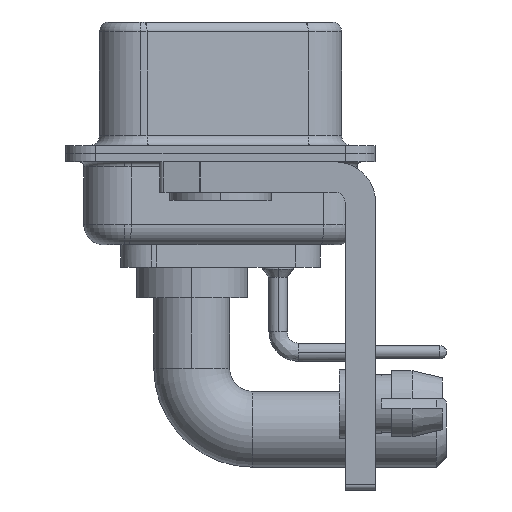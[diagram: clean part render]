
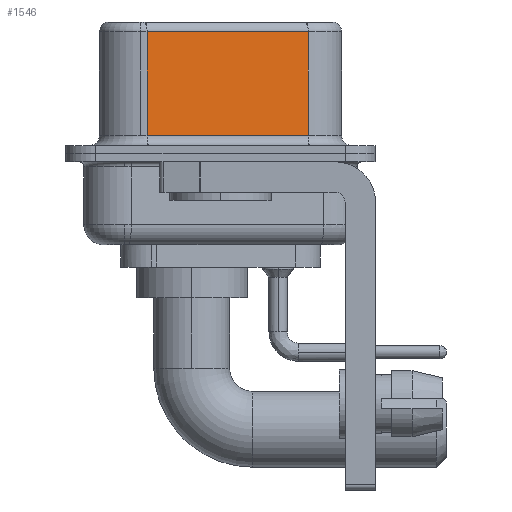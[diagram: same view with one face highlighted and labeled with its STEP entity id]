
A CAD part, left-side view. The second image highlights one B-rep face of the part: STEP entity #1546.
In plain terms, the highlighted planar face has unit normal (-0.985, -0.174, 0).
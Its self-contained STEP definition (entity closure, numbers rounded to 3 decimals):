
#1062 = DIRECTION ( 'NONE',  ( 0., 0., -1. ) ) ;
#1146 = CARTESIAN_POINT ( 'NONE',  ( 5.132, -4.322, 6.02 ) ) ;
#1546 = ADVANCED_FACE ( 'NONE', ( #3263 ), #13367, .F. ) ;
#1847 = VERTEX_POINT ( 'NONE', #21041 ) ;
#3199 = VERTEX_POINT ( 'NONE', #20780 ) ;
#3263 = FACE_OUTER_BOUND ( 'NONE', #3286, .T. ) ;
#3286 = EDGE_LOOP ( 'NONE', ( #4205, #8261, #14963, #11107 ) ) ;
#3398 = DIRECTION ( 'NONE',  ( -0.174, 0.985, 0. ) ) ;
#4205 = ORIENTED_EDGE ( 'NONE', *, *, #23679, .F. ) ;
#4830 = DIRECTION ( 'NONE',  ( 0., 0., -1. ) ) ;
#5188 = LINE ( 'NONE', #7173, #7130 ) ;
#5815 = VERTEX_POINT ( 'NONE', #1146 ) ;
#7037 = EDGE_CURVE ( 'NONE', #5815, #26112, #20823, .T. ) ;
#7130 = VECTOR ( 'NONE', #1062, 1000. ) ;
#7173 = CARTESIAN_POINT ( 'NONE',  ( 3.73, 3.628, 6.52 ) ) ;
#8261 = ORIENTED_EDGE ( 'NONE', *, *, #7037, .T. ) ;
#8765 = EDGE_CURVE ( 'NONE', #1847, #3199, #16911, .T. ) ;
#8807 = DIRECTION ( 'NONE',  ( 0.174, -0.985, 0. ) ) ;
#8809 = CARTESIAN_POINT ( 'NONE',  ( 5.132, -4.322, 6.52 ) ) ;
#9312 = CARTESIAN_POINT ( 'NONE',  ( 3.73, 3.628, 6.02 ) ) ;
#11107 = ORIENTED_EDGE ( 'NONE', *, *, #8765, .T. ) ;
#13367 = PLANE ( 'NONE',  #20862 ) ;
#13547 = EDGE_CURVE ( 'NONE', #26112, #1847, #5188, .T. ) ;
#14724 = CARTESIAN_POINT ( 'NONE',  ( 5.132, -4.322, 6.02 ) ) ;
#14963 = ORIENTED_EDGE ( 'NONE', *, *, #13547, .T. ) ;
#16063 = VECTOR ( 'NONE', #8807, 1000. ) ;
#16911 = LINE ( 'NONE', #21033, #16063 ) ;
#16964 = DIRECTION ( 'NONE',  ( -0.174, 0.985, 0. ) ) ;
#17285 = VECTOR ( 'NONE', #16964, 1000. ) ;
#18922 = LINE ( 'NONE', #8809, #21653 ) ;
#19615 = DIRECTION ( 'NONE',  ( 0.985, 0.174, 0. ) ) ;
#20780 = CARTESIAN_POINT ( 'NONE',  ( 5.132, -4.322, 0.9 ) ) ;
#20823 = LINE ( 'NONE', #14724, #17285 ) ;
#20862 = AXIS2_PLACEMENT_3D ( 'NONE', #21463, #19615, #3398 ) ;
#21033 = CARTESIAN_POINT ( 'NONE',  ( 5.132, -4.322, 0.9 ) ) ;
#21041 = CARTESIAN_POINT ( 'NONE',  ( 3.73, 3.628, 0.9 ) ) ;
#21463 = CARTESIAN_POINT ( 'NONE',  ( 5.132, -4.322, 6.52 ) ) ;
#21653 = VECTOR ( 'NONE', #4830, 1000. ) ;
#23679 = EDGE_CURVE ( 'NONE', #5815, #3199, #18922, .T. ) ;
#26112 = VERTEX_POINT ( 'NONE', #9312 ) ;
